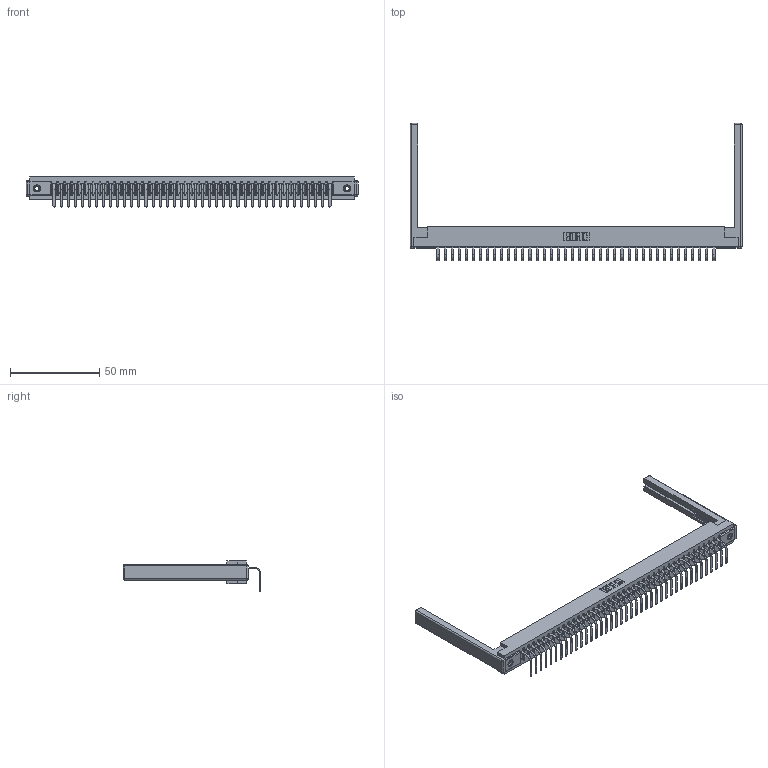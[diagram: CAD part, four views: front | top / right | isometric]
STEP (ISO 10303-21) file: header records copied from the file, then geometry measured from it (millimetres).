
FILE_DESCRIPTION (( 'STEP AP203' ), '1' );
FILE_NAME ('357-040-558-168.STEP', '2022-07-13T18:22:41', ( '' ), ( '' ), 'SwSTEP 2.0', 'SolidWorks 2020', '' );
FILE_SCHEMA (( 'CONFIG_CONTROL_DESIGN' ));
Length unit declared in the file: inch
Products named in the file (5): 357-040-558-168; 307-220-068; 345-250-001_345-250-001-102; 307 Part_.156 Dia Mounting Holes; 307-290-001_558 - 2 (Single)
Assembly tree (45 placements, depth 2):
  357-040-558-168
    307 Part_.156 Dia Mounting Holes
    307-290-001_558 - 2 (Single)  x40
    307-220-068  x2
    345-250-001_345-250-001-102  x2
Bounding box: 185.93 x 76.75 x 16.8 mm (x, y, z)
Volume: 23846.7 mm3; surface area: 25716.5 mm2
Topology: 45 solids, 45 shells, 2713 faces, 7673 edges, 4930 vertices
Faces by surface type: plane 1718, cylinder 889, sphere 90, cone 12, torus 4
Entity records: 37401 total; most frequent: CARTESIAN_POINT 6265, ORIENTED_EDGE 6240, DIRECTION 6112, EDGE_CURVE 3120, VECTOR 2390, LINE 2390, VERTEX_POINT 2014, AXIS2_PLACEMENT_3D 1861
